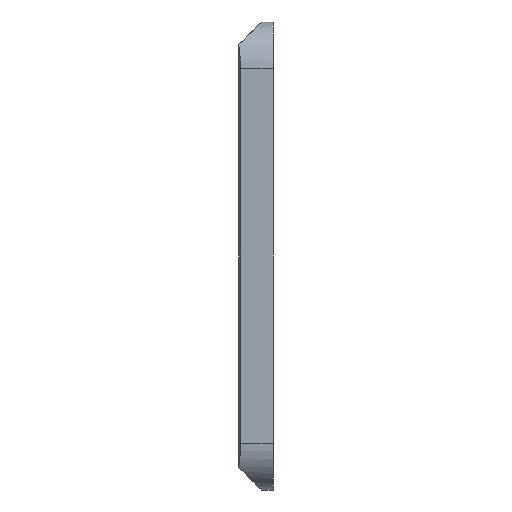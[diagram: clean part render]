
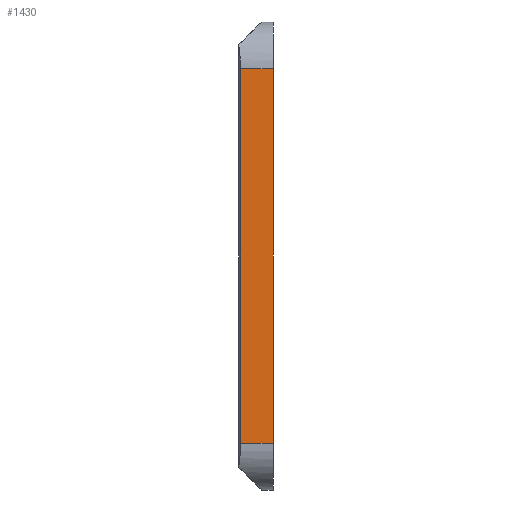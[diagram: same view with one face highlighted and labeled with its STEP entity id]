
A CAD part, left-side view. The second image highlights one B-rep face of the part: STEP entity #1430.
In plain terms, the highlighted planar face has unit normal (-1, 0, 0).
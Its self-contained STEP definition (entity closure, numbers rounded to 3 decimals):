
#32 = PLANE('',#33);
#33 = AXIS2_PLACEMENT_3D('',#34,#35,#36);
#34 = CARTESIAN_POINT('',(-20.,0.,20.));
#35 = DIRECTION('',(0.,1.,0.));
#36 = DIRECTION('',(0.,-0.,1.));
#256 = EDGE_CURVE('',#257,#259,#261,.T.);
#257 = VERTEX_POINT('',#258);
#258 = CARTESIAN_POINT('',(-20.,0.,16.));
#259 = VERTEX_POINT('',#260);
#260 = CARTESIAN_POINT('',(-20.,0.,-16.));
#261 = SURFACE_CURVE('',#262,(#266,#273),.PCURVE_S1.);
#262 = LINE('',#263,#264);
#263 = CARTESIAN_POINT('',(-20.,0.,20.));
#264 = VECTOR('',#265,1.);
#265 = DIRECTION('',(0.,0.,-1.));
#266 = PCURVE('',#32,#267);
#267 = DEFINITIONAL_REPRESENTATION('',(#268),#272);
#268 = LINE('',#269,#270);
#269 = CARTESIAN_POINT('',(0.,0.));
#270 = VECTOR('',#271,1.);
#271 = DIRECTION('',(-1.,0.));
#272 = ( GEOMETRIC_REPRESENTATION_CONTEXT(2) 
PARAMETRIC_REPRESENTATION_CONTEXT() REPRESENTATION_CONTEXT('2D SPACE',''
  ) );
#273 = PCURVE('',#274,#279);
#274 = PLANE('',#275);
#275 = AXIS2_PLACEMENT_3D('',#276,#277,#278);
#276 = CARTESIAN_POINT('',(-20.,2.797,20.));
#277 = DIRECTION('',(1.,0.,0.));
#278 = DIRECTION('',(0.,0.,-1.));
#279 = DEFINITIONAL_REPRESENTATION('',(#280),#284);
#280 = LINE('',#281,#282);
#281 = CARTESIAN_POINT('',(0.,-2.797));
#282 = VECTOR('',#283,1.);
#283 = DIRECTION('',(1.,0.));
#284 = ( GEOMETRIC_REPRESENTATION_CONTEXT(2) 
PARAMETRIC_REPRESENTATION_CONTEXT() REPRESENTATION_CONTEXT('2D SPACE',''
  ) );
#303 = CYLINDRICAL_SURFACE('',#304,4.);
#304 = AXIS2_PLACEMENT_3D('',#305,#306,#307);
#305 = CARTESIAN_POINT('',(-16.,20.,-16.));
#306 = DIRECTION('',(0.,-1.,0.));
#307 = DIRECTION('',(0.,0.,-1.));
#472 = CYLINDRICAL_SURFACE('',#473,4.);
#473 = AXIS2_PLACEMENT_3D('',#474,#475,#476);
#474 = CARTESIAN_POINT('',(-16.,20.,16.));
#475 = DIRECTION('',(0.,-1.,0.));
#476 = DIRECTION('',(0.,0.,-1.));
#1299 = PLANE('',#1300);
#1300 = AXIS2_PLACEMENT_3D('',#1301,#1302,#1303);
#1301 = CARTESIAN_POINT('',(-19.436,2.952,20.));
#1302 = DIRECTION('',(0.265,-0.964,0.));
#1303 = DIRECTION('',(0.964,0.265,0.));
#1319 = VERTEX_POINT('',#1320);
#1320 = CARTESIAN_POINT('',(-20.,2.797,-16.));
#1364 = EDGE_CURVE('',#1365,#1319,#1367,.T.);
#1365 = VERTEX_POINT('',#1366);
#1366 = CARTESIAN_POINT('',(-20.,2.797,16.));
#1367 = SURFACE_CURVE('',#1368,(#1372,#1379),.PCURVE_S1.);
#1368 = LINE('',#1369,#1370);
#1369 = CARTESIAN_POINT('',(-20.,2.797,20.));
#1370 = VECTOR('',#1371,1.);
#1371 = DIRECTION('',(0.,0.,-1.));
#1372 = PCURVE('',#1299,#1373);
#1373 = DEFINITIONAL_REPRESENTATION('',(#1374),#1378);
#1374 = LINE('',#1375,#1376);
#1375 = CARTESIAN_POINT('',(-0.585,0.));
#1376 = VECTOR('',#1377,1.);
#1377 = DIRECTION('',(0.,-1.));
#1378 = ( GEOMETRIC_REPRESENTATION_CONTEXT(2) 
PARAMETRIC_REPRESENTATION_CONTEXT() REPRESENTATION_CONTEXT('2D SPACE',''
  ) );
#1379 = PCURVE('',#274,#1380);
#1380 = DEFINITIONAL_REPRESENTATION('',(#1381),#1385);
#1381 = LINE('',#1382,#1383);
#1382 = CARTESIAN_POINT('',(0.,0.));
#1383 = VECTOR('',#1384,1.);
#1384 = DIRECTION('',(1.,0.));
#1385 = ( GEOMETRIC_REPRESENTATION_CONTEXT(2) 
PARAMETRIC_REPRESENTATION_CONTEXT() REPRESENTATION_CONTEXT('2D SPACE',''
  ) );
#1430 = ADVANCED_FACE('',(#1431),#274,.F.);
#1431 = FACE_BOUND('',#1432,.T.);
#1432 = EDGE_LOOP('',(#1433,#1454,#1455,#1476));
#1433 = ORIENTED_EDGE('',*,*,#1434,.T.);
#1434 = EDGE_CURVE('',#1319,#259,#1435,.T.);
#1435 = SURFACE_CURVE('',#1436,(#1440,#1447),.PCURVE_S1.);
#1436 = LINE('',#1437,#1438);
#1437 = CARTESIAN_POINT('',(-20.,20.,-16.));
#1438 = VECTOR('',#1439,1.);
#1439 = DIRECTION('',(0.,-1.,0.));
#1440 = PCURVE('',#274,#1441);
#1441 = DEFINITIONAL_REPRESENTATION('',(#1442),#1446);
#1442 = LINE('',#1443,#1444);
#1443 = CARTESIAN_POINT('',(36.,17.203));
#1444 = VECTOR('',#1445,1.);
#1445 = DIRECTION('',(0.,-1.));
#1446 = ( GEOMETRIC_REPRESENTATION_CONTEXT(2) 
PARAMETRIC_REPRESENTATION_CONTEXT() REPRESENTATION_CONTEXT('2D SPACE',''
  ) );
#1447 = PCURVE('',#303,#1448);
#1448 = DEFINITIONAL_REPRESENTATION('',(#1449),#1453);
#1449 = LINE('',#1450,#1451);
#1450 = CARTESIAN_POINT('',(4.712,0.));
#1451 = VECTOR('',#1452,1.);
#1452 = DIRECTION('',(0.,1.));
#1453 = ( GEOMETRIC_REPRESENTATION_CONTEXT(2) 
PARAMETRIC_REPRESENTATION_CONTEXT() REPRESENTATION_CONTEXT('2D SPACE',''
  ) );
#1454 = ORIENTED_EDGE('',*,*,#256,.F.);
#1455 = ORIENTED_EDGE('',*,*,#1456,.F.);
#1456 = EDGE_CURVE('',#1365,#257,#1457,.T.);
#1457 = SURFACE_CURVE('',#1458,(#1462,#1469),.PCURVE_S1.);
#1458 = LINE('',#1459,#1460);
#1459 = CARTESIAN_POINT('',(-20.,20.,16.));
#1460 = VECTOR('',#1461,1.);
#1461 = DIRECTION('',(0.,-1.,0.));
#1462 = PCURVE('',#274,#1463);
#1463 = DEFINITIONAL_REPRESENTATION('',(#1464),#1468);
#1464 = LINE('',#1465,#1466);
#1465 = CARTESIAN_POINT('',(4.,17.203));
#1466 = VECTOR('',#1467,1.);
#1467 = DIRECTION('',(0.,-1.));
#1468 = ( GEOMETRIC_REPRESENTATION_CONTEXT(2) 
PARAMETRIC_REPRESENTATION_CONTEXT() REPRESENTATION_CONTEXT('2D SPACE',''
  ) );
#1469 = PCURVE('',#472,#1470);
#1470 = DEFINITIONAL_REPRESENTATION('',(#1471),#1475);
#1471 = LINE('',#1472,#1473);
#1472 = CARTESIAN_POINT('',(4.712,0.));
#1473 = VECTOR('',#1474,1.);
#1474 = DIRECTION('',(0.,1.));
#1475 = ( GEOMETRIC_REPRESENTATION_CONTEXT(2) 
PARAMETRIC_REPRESENTATION_CONTEXT() REPRESENTATION_CONTEXT('2D SPACE',''
  ) );
#1476 = ORIENTED_EDGE('',*,*,#1364,.T.);
